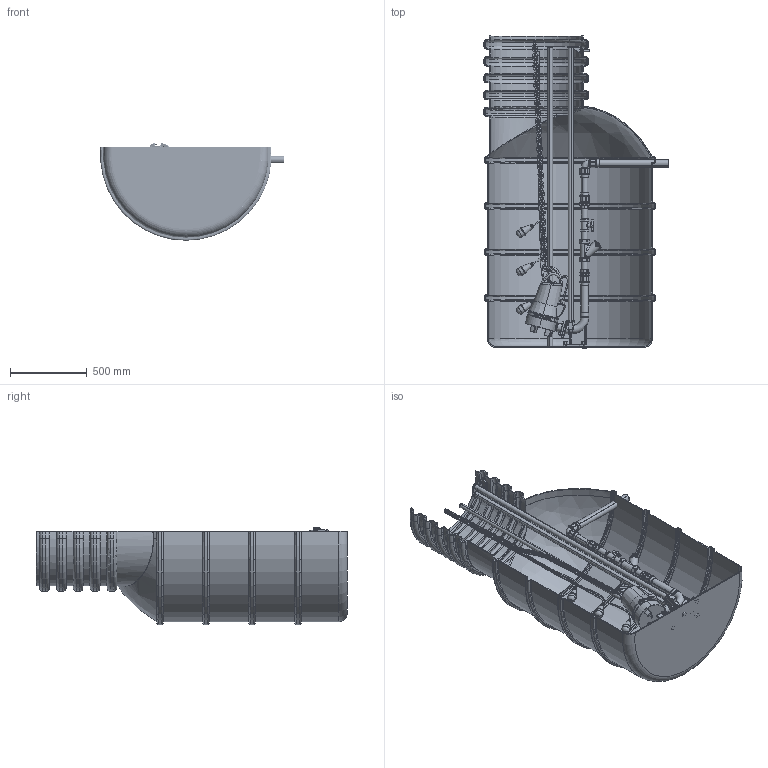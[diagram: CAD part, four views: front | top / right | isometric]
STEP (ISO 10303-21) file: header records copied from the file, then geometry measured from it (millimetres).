
FILE_DESCRIPTION (( 'STEP AP214' ), '1' );
FILE_NAME ('PUMPA black line Box 1 SE SEG40.STEP', '2025-02-01T19:42:07', ( '' ), ( '' ), 'SwSTEP 2.0', 'SolidWorks 2025', '' );
FILE_SCHEMA (( 'AUTOMOTIVE_DESIGN' ));
Length unit declared in the file: millimetre
Products named in the file (43): štítek; Zpětný ventil s koulí závitový L10_6_4; Zpětný ventil s koulí závitový_víko_6_4; tyč pro držení snímačů; Kabel plováku č.1_0101; vodící tyče_0101; kulový kohout_vrtulka_1; 9ABA450023_M16-M24_0463; spojka s vnitřním závitem_0101; Grundfos SEG.40.15.2.50B; 9ABA450036_1,6-64_6111; koleno_0101; GRUNDFOS SEG spouštěcí zařízení spojka; oko řetězu_0101; 9ABA450026_0111; tělo_1; potrubí DN40_450; PUMPA black line Box 1 SE SEG40; vrtulka červená_0101; Calpeda spouštěcí zařízení SEG_horní část_0101; 9ABA450023_M8-M12_8115; objímka kabelu; black line Box 1SE_0101; 9ABA450025_M1,6-M64_N_5018; 9ABA450017_M5-M8_0209; 9ABA450036_1,6-64_6107; tělo čerpadla SEG; 9ABA450023_M8-M12_8123; kabel; potrubí_100; potrubí DN40_200; nerezová spona; GRUNDFOS SEG spouštěcí zařízení_0101; zvedací konzola; potrubí_150; řetěz_0101; potrubí_200; 9ABA450025_M1,6-M64_5025; 9ABA450023_M4-M6_0261; plovákový spínač Mercury MC_0101 ...
Assembly tree (112 placements, depth 3):
  PUMPA black line Box 1 SE SEG40
    black line Box 1SE_0101
    tyč pro držení snímačů
    plovákový spínač Mercury MC_0101  x3
    Kabel plováku č.1_0101
    Kabel plováku č.1_0101
    Kabel plováku č.1_0101
    řetěz_0101
      oko řetězu_0101  x50
    oko řetězu_0101
    GRUNDFOS SEG spouštěcí zařízení_0101
    vodící tyče_0101  x2
    Calpeda spouštěcí zařízení SEG_horní část_0101
    potrubí DN40_200
    spojka s vnitřním závitem_0101  x2
    Zpětný ventil s koulí závitový L10_6_4
      Zpětný ventil s koulí závitový_víko_6_4
      Zpětný ventil s koulí závitový_6_4
      9ABA450026_0111  x2
      9ABA450036_1,6-64_6107  x4
      9ABA450023_M4-M6_0261  x2
    potrubí_200
    potrubí_100
    kulový kohout_vrtulka_1
      tělo_1
      vrtulka červená_0101
      9ABA450025_M1,6-M64_N_5018
    GRUNDFOS SEG spouštěcí zařízení spojka
    Grundfos SEG.40.15.2.50B
      9ABA450017_M5-M8_0209  x2
      kabel
      štítek
      objímka kabelu
      tělo čerpadla SEG
      zvedací konzola
      nerezová spona
    potrubí_150
    koleno_0101
    potrubí DN40_450
    9ABA450023_M8-M12_8115  x4
    9ABA450023_M8-M12_8123  x2
    9ABA450023_M16-M24_0463  x3
    9ABA450036_1,6-64_6111  x3
    9ABA450025_M1,6-M64_5025  x3
Bounding box: 1201.81 x 2034 x 635.88 mm (x, y, z)
Volume: 38630926.1 mm3; surface area: 11129753.6 mm2
Topology: 111 solids, 111 shells, 4045 faces, 9592 edges, 5528 vertices
Faces by surface type: cylinder 1306, bspline 784, torus 733, plane 655, sphere 418, cone 149
Entity records: 111852 total; most frequent: CARTESIAN_POINT 45721, DIRECTION 14673, ORIENTED_EDGE 13108, EDGE_CURVE 6554, AXIS2_PLACEMENT_3D 6339, VERTEX_POINT 3741, CIRCLE 3605, EDGE_LOOP 3037
